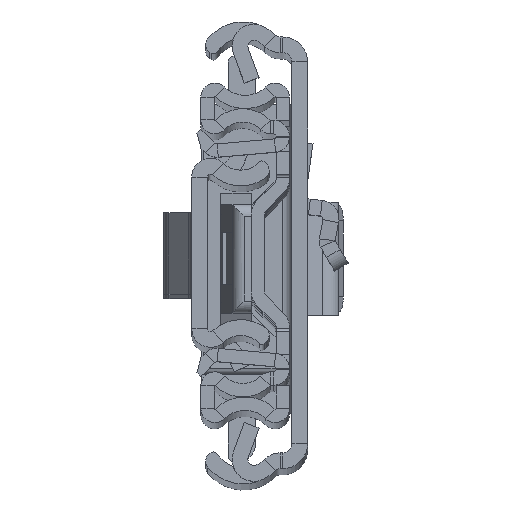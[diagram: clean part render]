
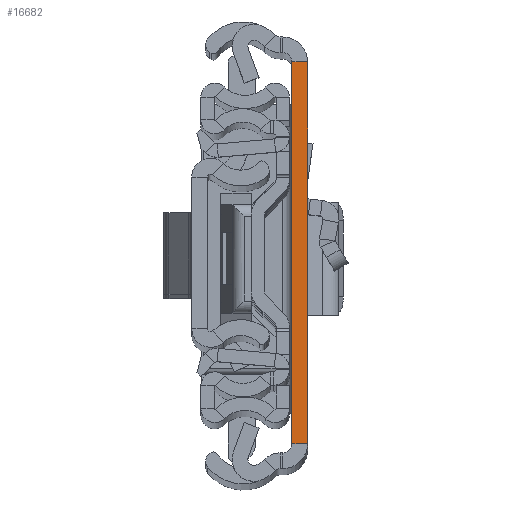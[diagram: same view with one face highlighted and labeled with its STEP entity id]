
A CAD part, top view. The second image highlights one B-rep face of the part: STEP entity #16682.
In plain terms, the highlighted planar face has unit normal (0, 0, 1).
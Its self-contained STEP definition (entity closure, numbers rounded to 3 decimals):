
#578 = ORIENTED_EDGE ( 'NONE', *, *, #1300, .F. ) ;
#936 = EDGE_CURVE ( 'NONE', #1298, #17527, #4551, .T. ) ;
#1298 = VERTEX_POINT ( 'NONE', #12855 ) ;
#1300 = EDGE_CURVE ( 'NONE', #13364, #1298, #11253, .T. ) ;
#1583 = DIRECTION ( 'NONE',  ( 1., 0., 0. ) ) ;
#1664 = CARTESIAN_POINT ( 'NONE',  ( 2.6, -31.5, 0. ) ) ;
#2008 = CARTESIAN_POINT ( 'NONE',  ( 0., -31.5, 0. ) ) ;
#2040 = PLANE ( 'NONE',  #14341 ) ;
#3337 = VECTOR ( 'NONE', #17001, 1000. ) ;
#3491 = CARTESIAN_POINT ( 'NONE',  ( 2.6, -31.5, 0. ) ) ;
#3601 = DIRECTION ( 'NONE',  ( 0., 1., 0. ) ) ;
#4335 = ORIENTED_EDGE ( 'NONE', *, *, #936, .F. ) ;
#4551 = LINE ( 'NONE', #10271, #6508 ) ;
#4789 = DIRECTION ( 'NONE',  ( 0., 1., 0. ) ) ;
#4913 = FACE_OUTER_BOUND ( 'NONE', #5972, .T. ) ;
#5587 = VERTEX_POINT ( 'NONE', #1664 ) ;
#5972 = EDGE_LOOP ( 'NONE', ( #4335, #578, #12525, #15250 ) ) ;
#6203 = DIRECTION ( 'NONE',  ( 0., 1., 0. ) ) ;
#6508 = VECTOR ( 'NONE', #1583, 1000. ) ;
#7247 = CARTESIAN_POINT ( 'NONE',  ( 2.6, 31.5, 0. ) ) ;
#7539 = CARTESIAN_POINT ( 'NONE',  ( 0., -31.5, 0. ) ) ;
#8079 = LINE ( 'NONE', #13957, #3337 ) ;
#10271 = CARTESIAN_POINT ( 'NONE',  ( 2.6, 31.5, 0. ) ) ;
#10319 = EDGE_CURVE ( 'NONE', #13364, #5587, #8079, .T. ) ;
#11253 = LINE ( 'NONE', #2008, #13973 ) ;
#11378 = VECTOR ( 'NONE', #6203, 1000. ) ;
#12525 = ORIENTED_EDGE ( 'NONE', *, *, #10319, .T. ) ;
#12855 = CARTESIAN_POINT ( 'NONE',  ( 0., 31.5, 0. ) ) ;
#13364 = VERTEX_POINT ( 'NONE', #7539 ) ;
#13957 = CARTESIAN_POINT ( 'NONE',  ( 2.6, -31.5, 0. ) ) ;
#13973 = VECTOR ( 'NONE', #4789, 1000. ) ;
#14341 = AXIS2_PLACEMENT_3D ( 'NONE', #16448, #14751, #3601 ) ;
#14751 = DIRECTION ( 'NONE',  ( 0., 0., -1. ) ) ;
#15250 = ORIENTED_EDGE ( 'NONE', *, *, #17630, .T. ) ;
#16247 = LINE ( 'NONE', #3491, #11378 ) ;
#16448 = CARTESIAN_POINT ( 'NONE',  ( 2.6, -31.5, 0. ) ) ;
#16682 = ADVANCED_FACE ( 'NONE', ( #4913 ), #2040, .F. ) ;
#17001 = DIRECTION ( 'NONE',  ( 1., 0., 0. ) ) ;
#17527 = VERTEX_POINT ( 'NONE', #7247 ) ;
#17630 = EDGE_CURVE ( 'NONE', #5587, #17527, #16247, .T. ) ;
